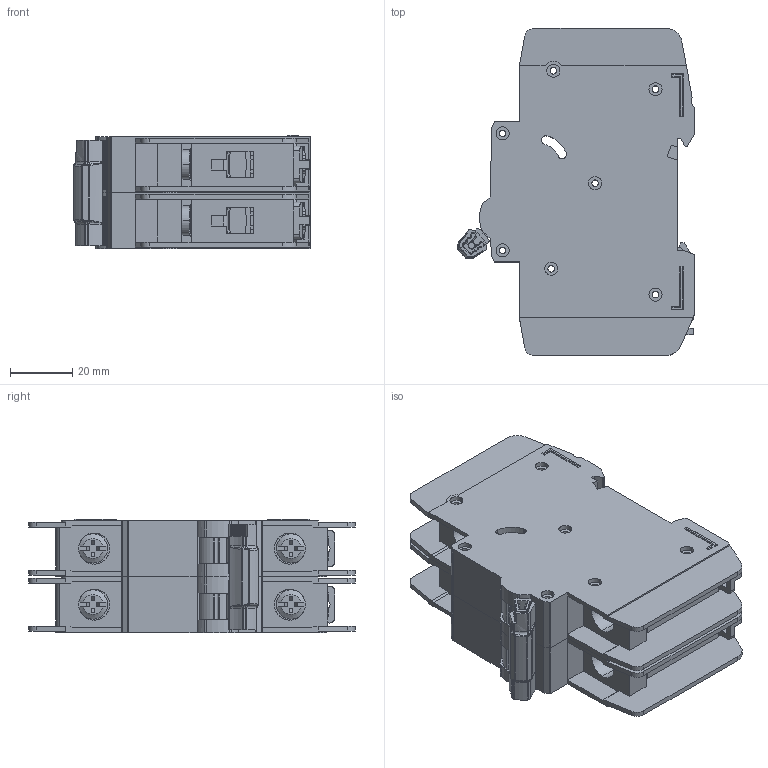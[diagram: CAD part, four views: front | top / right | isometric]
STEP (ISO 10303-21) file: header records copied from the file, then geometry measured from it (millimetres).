
FILE_DESCRIPTION (( 'STEP AP203' ), '1' );
FILE_NAME ('GMCBU-2B-2.step', '2020-06-16T21:26:35', ( '' ), ( '' ), 'SwSTEP 2.0', 'SolidWorks 2019', '' );
FILE_SCHEMA (( 'CONFIG_CONTROL_DESIGN' ));
Products named in the file (1): GMCBU-2B-2
Bounding box: 76.08 x 105 x 36.4 mm (x, y, z)
Volume: 159307.5 mm3; surface area: 69700.8 mm2
Topology: 19 solids, 19 shells, 2805 faces, 7626 edges, 4700 vertices
Faces by surface type: plane 1490, cylinder 927, bspline 368, cone 12, torus 8
Entity records: 96299 total; most frequent: CARTESIAN_POINT 27599, ORIENTED_EDGE 14886, DIRECTION 13771, EDGE_CURVE 7443, LINE 4963, VECTOR 4963, VERTEX_POINT 4700, AXIS2_PLACEMENT_3D 4404
